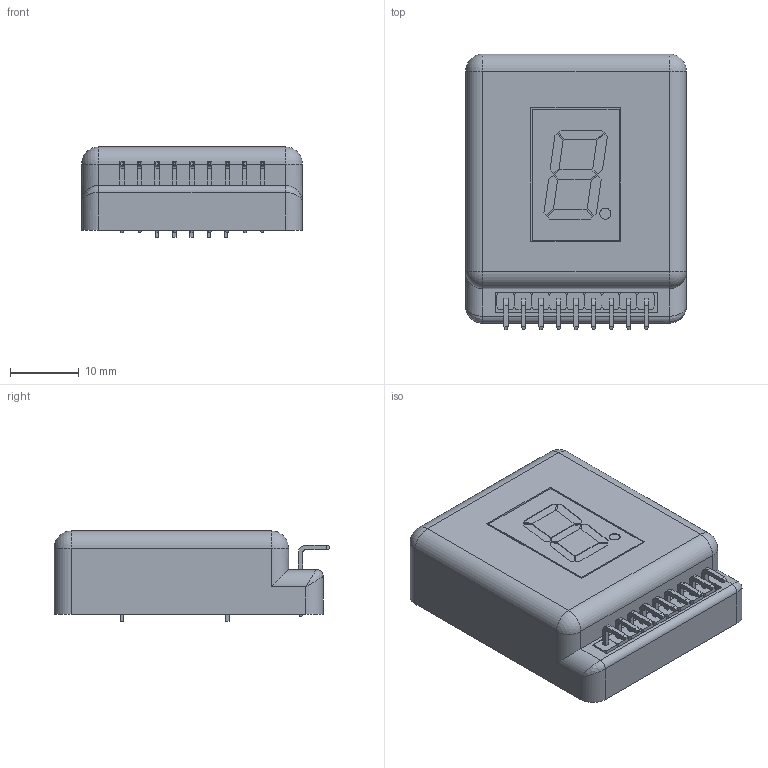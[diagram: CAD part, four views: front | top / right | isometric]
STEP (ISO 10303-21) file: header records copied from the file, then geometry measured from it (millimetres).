
FILE_DESCRIPTION(('FreeCAD Model'),'2;1');
FILE_NAME('PCBPrint display 7 segmentos.step','2020-05-21T18:49:23',('Author'),(''), 'Open CASCADE STEP processor 7.3','FreeCAD','Unknown');
FILE_SCHEMA(('AUTOMOTIVE_DESIGN { 1 0 10303 214 1 1 1 1 }'));
Length unit declared in the file: millimetre
Products named in the file (3): Display_7_segmentos; Conector; PCBPrint_7_segmentos
Bounding box: 32 x 40 x 13.1 mm (x, y, z)
Volume: 12250.4 mm3; surface area: 8102 mm2
Topology: 9 solids, 9 shells, 677 faces, 1754 edges, 1120 vertices
Faces by surface type: plane 567, bspline 74, cylinder 32, sphere 4
Full cylindrical faces by diameter (mm): 1.6 x1
Entity records: 45141 total; most frequent: CARTESIAN_POINT 8547, DIRECTION 5461, LINE 4099, VECTOR 4099, ORIENTED_EDGE 3496, PCURVE 3496, DEFINITIONAL_REPRESENTATION 3496, EDGE_CURVE 1748
